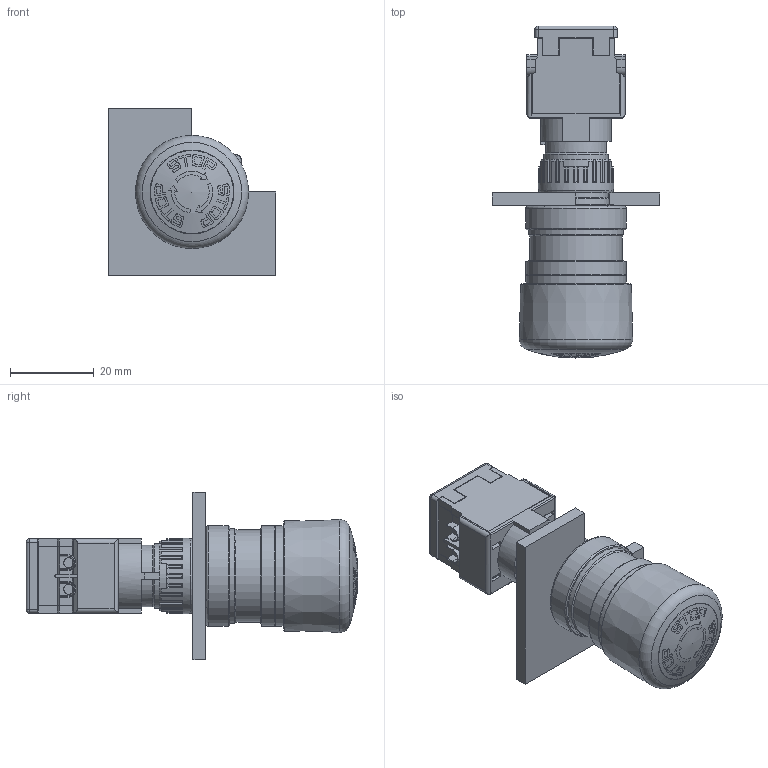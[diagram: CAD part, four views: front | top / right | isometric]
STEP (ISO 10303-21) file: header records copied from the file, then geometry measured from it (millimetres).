
FILE_DESCRIPTION(/* description */ ('Unknown'),/* implementation_level */ '2;1');
FILE_NAME(/* name */ '81_NOT-AUS_ueli__D27_Drehentr_erhE_Tast-SE_Schr_00324963',/* time_stamp */ '2020-07-07T13:24:08+02:00',/* author */ ('Unknown'),/* organization */ ('Unknown'),/* preprocessor_version */ 'ST-DEVELOPER v16.7',/* originating_system */ 'DEX',/* authorisation */ $);
FILE_SCHEMA (('AUTOMOTIVE_DESIGN {1 0 10303 214 3 1 1}'));
Length unit declared in the file: millimetre
Products named in the file (17): NOT-AUS_ueli__D27_Drehentr_erhE_Tast-SE_Schr_00324963; Frontplatte-LochD16_00311726; NOT-AUS_Vorsatz_Drehverrieg_STOP-Pfeil_00346330; NOT-AUS_Vorsatzkörper_BR61_00312279; NA-Vorsatzhülse_00312280; NA-Zylinder_00312281; 267750; Kopf_00312283; Deckel_rot_3xPfeil-3xSTOP_00346327; Deckel_00312284; STOP-Pfeil-Symbol_3x_00348226; V-Dichtung_erh-E_00311725; Befestigungsmutter_00311771; Schaltelement_Schraubanschluss_00311939; SE-Gehäuse-Schr-TK_00311934; SE-Deckel-Schr-TK_00311936; SE-Klemmenabdeckung-Schr-TK_00311940
Assembly tree (17 placements, depth 4):
  NOT-AUS_ueli__D27_Drehentr_erhE_Tast-SE_Schr_00324963
    Frontplatte-LochD16_00311726
    NOT-AUS_Vorsatz_Drehverrieg_STOP-Pfeil_00346330
      NOT-AUS_Vorsatzkörper_BR61_00312279
        NA-Vorsatzhülse_00312280
        NA-Zylinder_00312281
        267750
      Kopf_00312283
      Deckel_rot_3xPfeil-3xSTOP_00346327
        Deckel_00312284
        STOP-Pfeil-Symbol_3x_00348226
      V-Dichtung_erh-E_00311725
    Befestigungsmutter_00311771
    Schaltelement_Schraubanschluss_00311939
      SE-Gehäuse-Schr-TK_00311934
      SE-Deckel-Schr-TK_00311936  x2
      SE-Klemmenabdeckung-Schr-TK_00311940
Bounding box: 40 x 79.15 x 40 mm (x, y, z)
Volume: 19721.5 mm3; surface area: 21643.3 mm2
Topology: 27 solids, 27 shells, 948 faces, 2549 edges, 1679 vertices
Faces by surface type: plane 587, cylinder 254, cone 43, sphere 38, torus 26
Full cylindrical faces by diameter (mm): 4.4 x4, 10.2 x1, 10.4 x1, 10.5 x1, 11.5 x1, 11.6 x1, 11.7 x1, 12.2 x1, 14.9 x1, 15.5 x1, 16.05 x1, 17.2 x1, 17.9 x1, 18 x2, 19.3 x1, 19.7 x1, 19.8 x2, 20 x1, 21.5 x1, 21.9 x1, 22 x2, 22.6 x3, 22.9 x2, 22.95 x2, 23.85 x1, 23.9 x1, 24 x2
Entity records: 27665 total; most frequent: CARTESIAN_POINT 5787, ORIENTED_EDGE 4502, DIRECTION 4239, EDGE_CURVE 2251, VERTEX_POINT 1530, AXIS2_PLACEMENT_3D 1450, LINE 1339, VECTOR 1339
